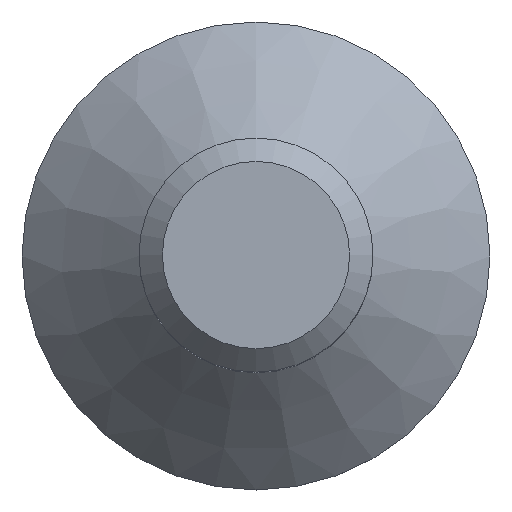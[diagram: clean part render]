
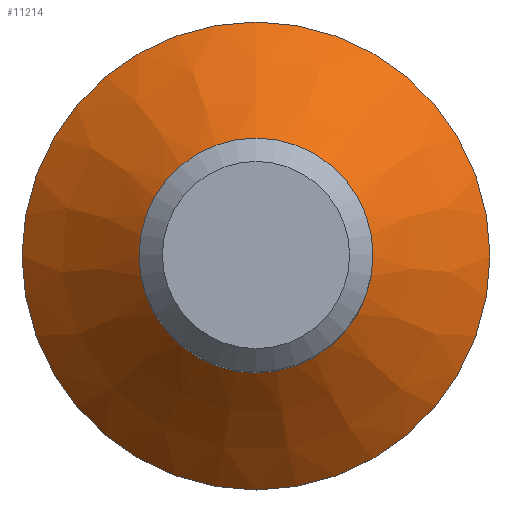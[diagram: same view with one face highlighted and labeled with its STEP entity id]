
A CAD part, top view. The second image highlights one B-rep face of the part: STEP entity #11214.
In plain terms, the highlighted conical face has half-angle 45 degrees and reference radius 6 mm.
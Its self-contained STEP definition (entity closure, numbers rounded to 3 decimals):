
#573 = EDGE_LOOP ( 'NONE', ( #8648 ) ) ;
#2011 = FACE_OUTER_BOUND ( 'NONE', #11624, .T. ) ;
#2915 = FACE_BOUND ( 'NONE', #573, .T. ) ;
#3338 = EDGE_CURVE ( 'NONE', #6254, #6254, #3817, .T. ) ;
#3418 = DIRECTION ( 'NONE',  ( 0., 1., 0. ) ) ;
#3817 = CIRCLE ( 'NONE', #3845, 3. ) ;
#3845 = AXIS2_PLACEMENT_3D ( 'NONE', #8823, #13042, #5398 ) ;
#5009 = AXIS2_PLACEMENT_3D ( 'NONE', #14570, #7772, #11139 ) ;
#5398 = DIRECTION ( 'NONE',  ( 0., 1., 0. ) ) ;
#6254 = VERTEX_POINT ( 'NONE', #10516 ) ;
#6755 = CIRCLE ( 'NONE', #5009, 6. ) ;
#7772 = DIRECTION ( 'NONE',  ( 0., 0., -1. ) ) ;
#8648 = ORIENTED_EDGE ( 'NONE', *, *, #3338, .T. ) ;
#8712 = CONICAL_SURFACE ( 'NONE', #10991, 6., 0.785 ) ;
#8823 = CARTESIAN_POINT ( 'NONE',  ( 0., 0., 3.3 ) ) ;
#9303 = ORIENTED_EDGE ( 'NONE', *, *, #9377, .F. ) ;
#9377 = EDGE_CURVE ( 'NONE', #11745, #11745, #6755, .T. ) ;
#10516 = CARTESIAN_POINT ( 'NONE',  ( 0., 3., 3.3 ) ) ;
#10991 = AXIS2_PLACEMENT_3D ( 'NONE', #13468, #12379, #3418 ) ;
#11139 = DIRECTION ( 'NONE',  ( 0., 1., 0. ) ) ;
#11214 = ADVANCED_FACE ( 'NONE', ( #2011, #2915 ), #8712, .T. ) ;
#11624 = EDGE_LOOP ( 'NONE', ( #9303 ) ) ;
#11745 = VERTEX_POINT ( 'NONE', #12759 ) ;
#12379 = DIRECTION ( 'NONE',  ( 0., 0., -1. ) ) ;
#12759 = CARTESIAN_POINT ( 'NONE',  ( 0., 6., 0.3 ) ) ;
#13042 = DIRECTION ( 'NONE',  ( 0., 0., -1. ) ) ;
#13468 = CARTESIAN_POINT ( 'NONE',  ( 0., 0., 0.3 ) ) ;
#14570 = CARTESIAN_POINT ( 'NONE',  ( 0., 0., 0.3 ) ) ;
